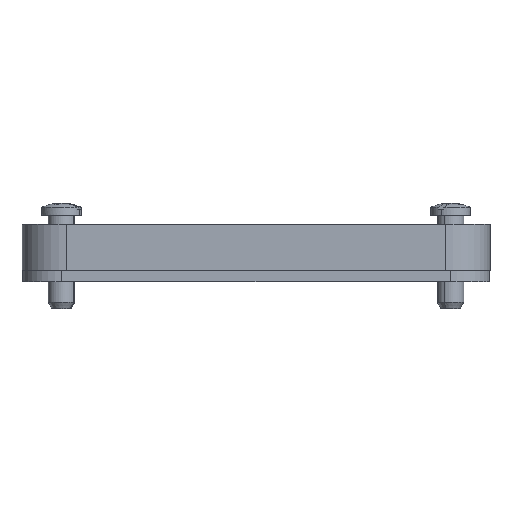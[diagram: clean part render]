
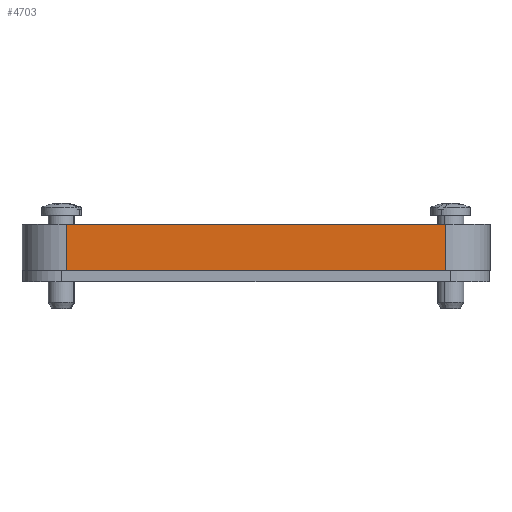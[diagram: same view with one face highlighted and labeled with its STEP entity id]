
A CAD part, left-side view. The second image highlights one B-rep face of the part: STEP entity #4703.
In plain terms, the highlighted planar face has unit normal (-1, 0, 0).
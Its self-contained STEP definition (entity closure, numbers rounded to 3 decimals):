
#83 = ORIENTED_EDGE ( 'NONE', *, *, #5396, .T. ) ;
#188 = EDGE_CURVE ( 'NONE', #3954, #3918, #4940, .T. ) ;
#273 = VECTOR ( 'NONE', #2437, 1000. ) ;
#701 = VECTOR ( 'NONE', #3949, 1000. ) ;
#851 = CARTESIAN_POINT ( 'NONE',  ( -52.365, 16.591, -3.983 ) ) ;
#867 = VECTOR ( 'NONE', #1100, 1000. ) ;
#1075 = ORIENTED_EDGE ( 'NONE', *, *, #4722, .T. ) ;
#1100 = DIRECTION ( 'NONE',  ( 0., 1., 0. ) ) ;
#1194 = FACE_OUTER_BOUND ( 'NONE', #2959, .T. ) ;
#1821 = CARTESIAN_POINT ( 'NONE',  ( -52.365, 16.591, 5.542 ) ) ;
#2110 = CARTESIAN_POINT ( 'NONE',  ( -52.365, 16.591, -3.983 ) ) ;
#2401 = CARTESIAN_POINT ( 'NONE',  ( -52.365, -60.625, -3.983 ) ) ;
#2437 = DIRECTION ( 'NONE',  ( 0., 0., 1. ) ) ;
#2905 = ORIENTED_EDGE ( 'NONE', *, *, #5114, .T. ) ;
#2959 = EDGE_LOOP ( 'NONE', ( #1075, #4864, #83, #2905 ) ) ;
#2963 = DIRECTION ( 'NONE',  ( 0., -1., 0. ) ) ;
#3001 = VECTOR ( 'NONE', #2963, 1000. ) ;
#3495 = DIRECTION ( 'NONE',  ( 0., 0., 1. ) ) ;
#3509 = CARTESIAN_POINT ( 'NONE',  ( -52.365, 16.591, -3.983 ) ) ;
#3620 = VERTEX_POINT ( 'NONE', #2110 ) ;
#3894 = LINE ( 'NONE', #851, #3001 ) ;
#3918 = VERTEX_POINT ( 'NONE', #6481 ) ;
#3949 = DIRECTION ( 'NONE',  ( 0., 0., -1. ) ) ;
#3954 = VERTEX_POINT ( 'NONE', #6108 ) ;
#4141 = LINE ( 'NONE', #5776, #867 ) ;
#4487 = PLANE ( 'NONE',  #5870 ) ;
#4703 = ADVANCED_FACE ( 'NONE', ( #1194 ), #4487, .T. ) ;
#4722 = EDGE_CURVE ( 'NONE', #3620, #3954, #3894, .T. ) ;
#4864 = ORIENTED_EDGE ( 'NONE', *, *, #188, .T. ) ;
#4940 = LINE ( 'NONE', #2401, #273 ) ;
#5026 = DIRECTION ( 'NONE',  ( -1., 0., 0. ) ) ;
#5114 = EDGE_CURVE ( 'NONE', #5850, #3620, #6016, .T. ) ;
#5396 = EDGE_CURVE ( 'NONE', #3918, #5850, #4141, .T. ) ;
#5525 = CARTESIAN_POINT ( 'NONE',  ( -52.365, -22.017, -3.983 ) ) ;
#5776 = CARTESIAN_POINT ( 'NONE',  ( -52.365, -60.625, 5.542 ) ) ;
#5850 = VERTEX_POINT ( 'NONE', #1821 ) ;
#5870 = AXIS2_PLACEMENT_3D ( 'NONE', #5525, #5026, #3495 ) ;
#6016 = LINE ( 'NONE', #3509, #701 ) ;
#6108 = CARTESIAN_POINT ( 'NONE',  ( -52.365, -60.625, -3.983 ) ) ;
#6481 = CARTESIAN_POINT ( 'NONE',  ( -52.365, -60.625, 5.542 ) ) ;
